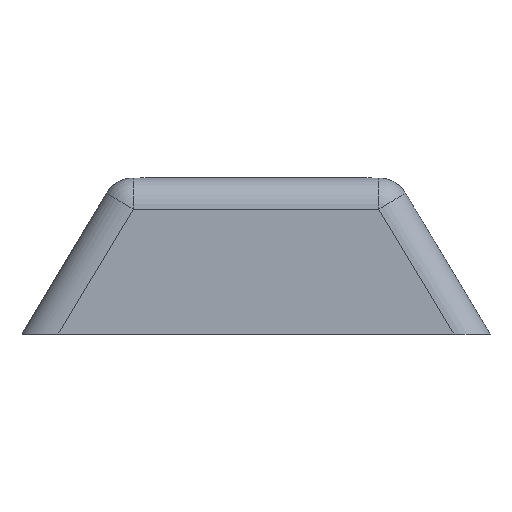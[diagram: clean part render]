
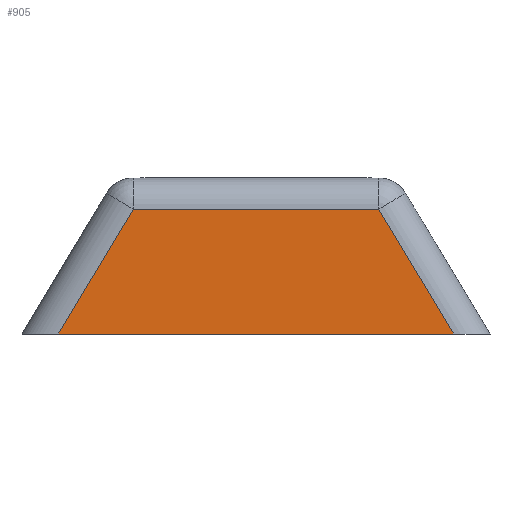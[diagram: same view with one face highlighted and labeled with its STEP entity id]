
A CAD part, front view. The second image highlights one B-rep face of the part: STEP entity #905.
In plain terms, the highlighted planar face has unit normal (0, -1, 0).
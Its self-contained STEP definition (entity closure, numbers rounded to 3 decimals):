
#32 = PLANE('',#33);
#33 = AXIS2_PLACEMENT_3D('',#34,#35,#36);
#34 = CARTESIAN_POINT('',(-15.,10.,0.));
#35 = DIRECTION('',(0.,0.,1.));
#36 = DIRECTION('',(1.,0.,0.));
#57 = VERTEX_POINT('',#58);
#58 = CARTESIAN_POINT('',(-12.668,-10.,0.));
#73 = CYLINDRICAL_SURFACE('',#74,2.);
#74 = AXIS2_PLACEMENT_3D('',#75,#76,#77);
#75 = CARTESIAN_POINT('',(-7.285,-8.,8.971));
#76 = DIRECTION('',(-0.514,0.,-0.857)
  );
#77 = DIRECTION('',(-0.857,0.,0.514)
  );
#91 = EDGE_CURVE('',#57,#92,#94,.T.);
#92 = VERTEX_POINT('',#93);
#93 = CARTESIAN_POINT('',(12.668,-10.,0.));
#94 = SURFACE_CURVE('',#95,(#99,#106),.PCURVE_S1.);
#95 = LINE('',#96,#97);
#96 = CARTESIAN_POINT('',(-15.,-10.,0.));
#97 = VECTOR('',#98,1.);
#98 = DIRECTION('',(1.,0.,0.));
#99 = PCURVE('',#32,#100);
#100 = DEFINITIONAL_REPRESENTATION('',(#101),#105);
#101 = LINE('',#102,#103);
#102 = CARTESIAN_POINT('',(0.,-20.));
#103 = VECTOR('',#104,1.);
#104 = DIRECTION('',(1.,0.));
#105 = ( GEOMETRIC_REPRESENTATION_CONTEXT(2) 
PARAMETRIC_REPRESENTATION_CONTEXT() REPRESENTATION_CONTEXT('2D SPACE',''
  ) );
#106 = PCURVE('',#107,#112);
#107 = PLANE('',#108);
#108 = AXIS2_PLACEMENT_3D('',#109,#110,#111);
#109 = CARTESIAN_POINT('',(0.,-10.,4.159));
#110 = DIRECTION('',(-0.,-1.,0.));
#111 = DIRECTION('',(0.,0.,-1.));
#112 = DEFINITIONAL_REPRESENTATION('',(#113),#117);
#113 = LINE('',#114,#115);
#114 = CARTESIAN_POINT('',(4.159,-15.));
#115 = VECTOR('',#116,1.);
#116 = DIRECTION('',(0.,1.));
#117 = ( GEOMETRIC_REPRESENTATION_CONTEXT(2) 
PARAMETRIC_REPRESENTATION_CONTEXT() REPRESENTATION_CONTEXT('2D SPACE',''
  ) );
#136 = CYLINDRICAL_SURFACE('',#137,2.);
#137 = AXIS2_PLACEMENT_3D('',#138,#139,#140);
#138 = CARTESIAN_POINT('',(13.285,-8.,-1.029));
#139 = DIRECTION('',(-0.514,0.,0.857)
  );
#140 = DIRECTION('',(0.,-1.,0.));
#803 = VERTEX_POINT('',#804);
#804 = CARTESIAN_POINT('',(-7.868,-10.,8.));
#829 = EDGE_CURVE('',#803,#57,#830,.T.);
#830 = SURFACE_CURVE('',#831,(#835,#842),.PCURVE_S1.);
#831 = LINE('',#832,#833);
#832 = CARTESIAN_POINT('',(-7.285,-10.,8.971));
#833 = VECTOR('',#834,1.);
#834 = DIRECTION('',(-0.514,0.,-0.857)
  );
#835 = PCURVE('',#73,#836);
#836 = DEFINITIONAL_REPRESENTATION('',(#837),#841);
#837 = LINE('',#838,#839);
#838 = CARTESIAN_POINT('',(-1.571,0.));
#839 = VECTOR('',#840,1.);
#840 = DIRECTION('',(-0.,1.));
#841 = ( GEOMETRIC_REPRESENTATION_CONTEXT(2) 
PARAMETRIC_REPRESENTATION_CONTEXT() REPRESENTATION_CONTEXT('2D SPACE',''
  ) );
#842 = PCURVE('',#107,#843);
#843 = DEFINITIONAL_REPRESENTATION('',(#844),#848);
#844 = LINE('',#845,#846);
#845 = CARTESIAN_POINT('',(-4.812,-7.285));
#846 = VECTOR('',#847,1.);
#847 = DIRECTION('',(0.857,-0.514));
#848 = ( GEOMETRIC_REPRESENTATION_CONTEXT(2) 
PARAMETRIC_REPRESENTATION_CONTEXT() REPRESENTATION_CONTEXT('2D SPACE',''
  ) );
#905 = ADVANCED_FACE('',(#906),#107,.T.);
#906 = FACE_BOUND('',#907,.T.);
#907 = EDGE_LOOP('',(#908,#909,#932,#958));
#908 = ORIENTED_EDGE('',*,*,#91,.T.);
#909 = ORIENTED_EDGE('',*,*,#910,.T.);
#910 = EDGE_CURVE('',#92,#911,#913,.T.);
#911 = VERTEX_POINT('',#912);
#912 = CARTESIAN_POINT('',(7.868,-10.,8.));
#913 = SURFACE_CURVE('',#914,(#918,#925),.PCURVE_S1.);
#914 = LINE('',#915,#916);
#915 = CARTESIAN_POINT('',(13.285,-10.,-1.029));
#916 = VECTOR('',#917,1.);
#917 = DIRECTION('',(-0.514,0.,0.857)
  );
#918 = PCURVE('',#107,#919);
#919 = DEFINITIONAL_REPRESENTATION('',(#920),#924);
#920 = LINE('',#921,#922);
#921 = CARTESIAN_POINT('',(5.188,13.285));
#922 = VECTOR('',#923,1.);
#923 = DIRECTION('',(-0.857,-0.514));
#924 = ( GEOMETRIC_REPRESENTATION_CONTEXT(2) 
PARAMETRIC_REPRESENTATION_CONTEXT() REPRESENTATION_CONTEXT('2D SPACE',''
  ) );
#925 = PCURVE('',#136,#926);
#926 = DEFINITIONAL_REPRESENTATION('',(#927),#931);
#927 = LINE('',#928,#929);
#928 = CARTESIAN_POINT('',(0.,0.));
#929 = VECTOR('',#930,1.);
#930 = DIRECTION('',(0.,1.));
#931 = ( GEOMETRIC_REPRESENTATION_CONTEXT(2) 
PARAMETRIC_REPRESENTATION_CONTEXT() REPRESENTATION_CONTEXT('2D SPACE',''
  ) );
#932 = ORIENTED_EDGE('',*,*,#933,.T.);
#933 = EDGE_CURVE('',#911,#803,#934,.T.);
#934 = SURFACE_CURVE('',#935,(#939,#946),.PCURVE_S1.);
#935 = LINE('',#936,#937);
#936 = CARTESIAN_POINT('',(9.,-10.,8.));
#937 = VECTOR('',#938,1.);
#938 = DIRECTION('',(-1.,0.,0.));
#939 = PCURVE('',#107,#940);
#940 = DEFINITIONAL_REPRESENTATION('',(#941),#945);
#941 = LINE('',#942,#943);
#942 = CARTESIAN_POINT('',(-3.841,9.));
#943 = VECTOR('',#944,1.);
#944 = DIRECTION('',(-0.,-1.));
#945 = ( GEOMETRIC_REPRESENTATION_CONTEXT(2) 
PARAMETRIC_REPRESENTATION_CONTEXT() REPRESENTATION_CONTEXT('2D SPACE',''
  ) );
#946 = PCURVE('',#947,#952);
#947 = CYLINDRICAL_SURFACE('',#948,2.);
#948 = AXIS2_PLACEMENT_3D('',#949,#950,#951);
#949 = CARTESIAN_POINT('',(9.,-8.,8.));
#950 = DIRECTION('',(-1.,0.,0.));
#951 = DIRECTION('',(0.,-1.,0.));
#952 = DEFINITIONAL_REPRESENTATION('',(#953),#957);
#953 = LINE('',#954,#955);
#954 = CARTESIAN_POINT('',(0.,0.));
#955 = VECTOR('',#956,1.);
#956 = DIRECTION('',(0.,1.));
#957 = ( GEOMETRIC_REPRESENTATION_CONTEXT(2) 
PARAMETRIC_REPRESENTATION_CONTEXT() REPRESENTATION_CONTEXT('2D SPACE',''
  ) );
#958 = ORIENTED_EDGE('',*,*,#829,.T.);
